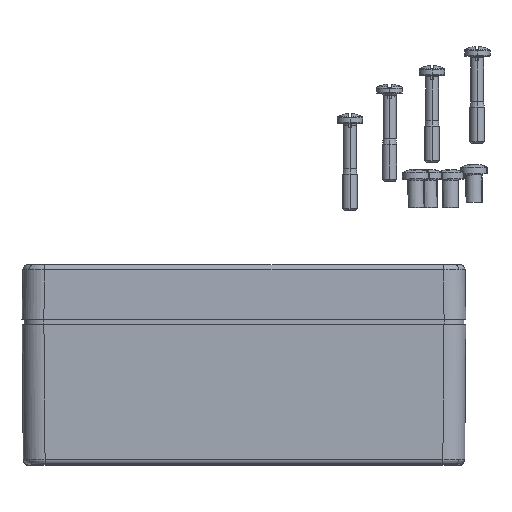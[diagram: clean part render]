
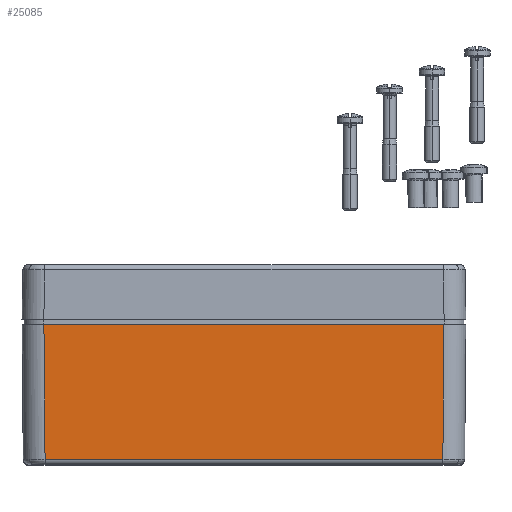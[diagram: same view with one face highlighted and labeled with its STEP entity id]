
A CAD part, top view. The second image highlights one B-rep face of the part: STEP entity #25085.
In plain terms, the highlighted planar face has unit normal (0, -0.008, 1).
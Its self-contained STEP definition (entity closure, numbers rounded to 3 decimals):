
#11710 = CARTESIAN_POINT ( 'NONE',  ( -54.665, -40.013, 59.665 ) ) ;
#20208 = CARTESIAN_POINT ( 'NONE',  ( -54.975, -3., 59.975 ) ) ;
#20686 = CARTESIAN_POINT ( 'NONE',  ( 54.975, -3., 59.975 ) ) ;
#20732 = DIRECTION ( 'NONE',  ( -1., 0., 0. ) ) ;
#20733 = VECTOR ( 'NONE', #20732, 1000. ) ;
#20734 = CARTESIAN_POINT ( 'NONE',  ( -61., -3., 59.975 ) ) ;
#20735 = LINE ( 'NONE', #20734, #20733 ) ;
#24976 = VERTEX_POINT ( 'NONE', #39565 ) ;
#24995 = EDGE_CURVE ( 'NONE', #31120, #24976, #39627, .T. ) ;
#25050 = ORIENTED_EDGE ( 'NONE', *, *, #25064, .T. ) ;
#25057 = ORIENTED_EDGE ( 'NONE', *, *, #36665, .T. ) ;
#25063 = ORIENTED_EDGE ( 'NONE', *, *, #24995, .T. ) ;
#25064 = EDGE_CURVE ( 'NONE', #34975, #31120, #39667, .T. ) ;
#25066 = EDGE_CURVE ( 'NONE', #24976, #36677, #39723, .T. ) ;
#25067 = ORIENTED_EDGE ( 'NONE', *, *, #25066, .T. ) ;
#25070 = EDGE_LOOP ( 'NONE', ( #25067, #25057, #25050, #25063 ) ) ;
#25085 = ADVANCED_FACE ( 'NONE', ( #39746 ), #39732, .T. ) ;
#31120 = VERTEX_POINT ( 'NONE', #11710 ) ;
#34975 = VERTEX_POINT ( 'NONE', #20208 ) ;
#36665 = EDGE_CURVE ( 'NONE', #36677, #34975, #20735, .T. ) ;
#36677 = VERTEX_POINT ( 'NONE', #20686 ) ;
#39565 = CARTESIAN_POINT ( 'NONE',  ( 54.665, -40.013, 59.665 ) ) ;
#39627 = LINE ( 'NONE', #39660, #39659 ) ;
#39658 = DIRECTION ( 'NONE',  ( 1., 0., 0. ) ) ;
#39659 = VECTOR ( 'NONE', #39658, 1000. ) ;
#39660 = CARTESIAN_POINT ( 'NONE',  ( -61., -40.013, 59.665 ) ) ;
#39667 = LINE ( 'NONE', #39726, #39725 ) ;
#39720 = DIRECTION ( 'NONE',  ( 0.008, 1., 0.008 ) ) ;
#39721 = VECTOR ( 'NONE', #39720, 1000. ) ;
#39722 = CARTESIAN_POINT ( 'NONE',  ( 54.992, -0.972, 59.992 ) ) ;
#39723 = LINE ( 'NONE', #39722, #39721 ) ;
#39724 = DIRECTION ( 'NONE',  ( 0.008, -1., -0.008 ) ) ;
#39725 = VECTOR ( 'NONE', #39724, 1000. ) ;
#39726 = CARTESIAN_POINT ( 'NONE',  ( -55.001, 0.05, 60. ) ) ;
#39727 = DIRECTION ( 'NONE',  ( 0., -1., -0.008 ) ) ;
#39728 = DIRECTION ( 'NONE',  ( 0., -0.008, 1. ) ) ;
#39729 = CARTESIAN_POINT ( 'NONE',  ( -61., 0., 60. ) ) ;
#39730 = AXIS2_PLACEMENT_3D ( 'NONE', #39729, #39728, #39727 ) ;
#39732 = PLANE ( 'NONE',  #39730 ) ;
#39746 = FACE_OUTER_BOUND ( 'NONE', #25070, .T. ) ;
